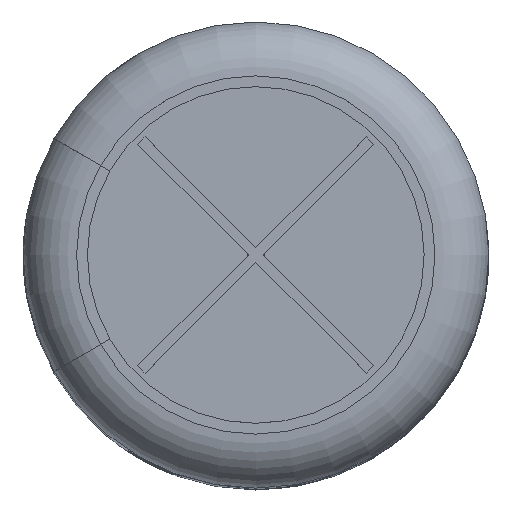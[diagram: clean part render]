
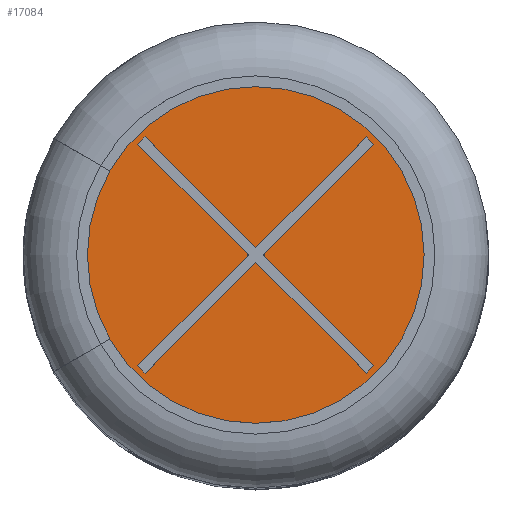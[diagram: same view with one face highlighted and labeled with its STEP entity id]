
A CAD part, top view. The second image highlights one B-rep face of the part: STEP entity #17084.
In plain terms, the highlighted planar face has unit normal (0, 0, 1).
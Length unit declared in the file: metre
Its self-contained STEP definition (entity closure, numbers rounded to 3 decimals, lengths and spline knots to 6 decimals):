
#547=PLANE('',#17913);
#934=CIRCLE('',#17914,0.003843);
#1814=LINE('',#38032,#2748);
#1815=LINE('',#38035,#2749);
#1816=LINE('',#38037,#2750);
#1817=LINE('',#38039,#2751);
#1818=LINE('',#38041,#2752);
#1819=LINE('',#38043,#2753);
#1820=LINE('',#38045,#2754);
#1821=LINE('',#38047,#2755);
#1822=LINE('',#38049,#2756);
#1823=LINE('',#38051,#2757);
#1824=LINE('',#38053,#2758);
#1825=LINE('',#38055,#2759);
#2748=VECTOR('',#20363,1.);
#2749=VECTOR('',#20364,1.);
#2750=VECTOR('',#20365,1.);
#2751=VECTOR('',#20366,1.);
#2752=VECTOR('',#20367,1.);
#2753=VECTOR('',#20368,1.);
#2754=VECTOR('',#20369,1.);
#2755=VECTOR('',#20370,1.);
#2756=VECTOR('',#20371,1.);
#2757=VECTOR('',#20372,1.);
#2758=VECTOR('',#20373,1.);
#2759=VECTOR('',#20374,1.);
#6021=ORIENTED_EDGE('',*,*,#7895,.F.);
#6022=ORIENTED_EDGE('',*,*,#7896,.T.);
#6023=ORIENTED_EDGE('',*,*,#7897,.T.);
#6024=ORIENTED_EDGE('',*,*,#7898,.T.);
#6025=ORIENTED_EDGE('',*,*,#7899,.T.);
#6026=ORIENTED_EDGE('',*,*,#7900,.T.);
#6027=ORIENTED_EDGE('',*,*,#7901,.T.);
#6028=ORIENTED_EDGE('',*,*,#7902,.T.);
#6029=ORIENTED_EDGE('',*,*,#7903,.T.);
#6030=ORIENTED_EDGE('',*,*,#7904,.T.);
#6031=ORIENTED_EDGE('',*,*,#7905,.T.);
#6032=ORIENTED_EDGE('',*,*,#7906,.T.);
#6033=ORIENTED_EDGE('',*,*,#7907,.T.);
#7895=EDGE_CURVE('',#9111,#9111,#934,.T.);
#7896=EDGE_CURVE('',#9112,#9113,#1814,.T.);
#7897=EDGE_CURVE('',#9113,#9114,#1815,.T.);
#7898=EDGE_CURVE('',#9114,#9115,#1816,.T.);
#7899=EDGE_CURVE('',#9115,#9116,#1817,.T.);
#7900=EDGE_CURVE('',#9116,#9117,#1818,.T.);
#7901=EDGE_CURVE('',#9117,#9118,#1819,.T.);
#7902=EDGE_CURVE('',#9118,#9119,#1820,.T.);
#7903=EDGE_CURVE('',#9119,#9120,#1821,.T.);
#7904=EDGE_CURVE('',#9120,#9121,#1822,.T.);
#7905=EDGE_CURVE('',#9121,#9122,#1823,.T.);
#7906=EDGE_CURVE('',#9122,#9123,#1824,.T.);
#7907=EDGE_CURVE('',#9123,#9112,#1825,.T.);
#9111=VERTEX_POINT('',#38031);
#9112=VERTEX_POINT('',#38033);
#9113=VERTEX_POINT('',#38034);
#9114=VERTEX_POINT('',#38036);
#9115=VERTEX_POINT('',#38038);
#9116=VERTEX_POINT('',#38040);
#9117=VERTEX_POINT('',#38042);
#9118=VERTEX_POINT('',#38044);
#9119=VERTEX_POINT('',#38046);
#9120=VERTEX_POINT('',#38048);
#9121=VERTEX_POINT('',#38050);
#9122=VERTEX_POINT('',#38052);
#9123=VERTEX_POINT('',#38054);
#10412=EDGE_LOOP('',(#6021));
#10413=EDGE_LOOP('',(#6022,#6023,#6024,#6025,#6026,#6027,#6028,#6029,#6030,
#6031,#6032,#6033));
#11269=FACE_BOUND('',#10412,.T.);
#11270=FACE_BOUND('',#10413,.T.);
#17084=ADVANCED_FACE('',(#11269,#11270),#547,.T.);
#17913=AXIS2_PLACEMENT_3D('',#38029,#20359,#20360);
#17914=AXIS2_PLACEMENT_3D('',#38030,#20361,#20362);
#20359=DIRECTION('',(0.,0.,1.));
#20360=DIRECTION('',(1.,0.,0.));
#20361=DIRECTION('',(0.,0.,-1.));
#20362=DIRECTION('',(-1.,0.,0.));
#20363=DIRECTION('',(0.707,0.707,0.));
#20364=DIRECTION('',(0.707,-0.707,0.));
#20365=DIRECTION('',(0.707,0.707,0.));
#20366=DIRECTION('',(0.707,-0.707,0.));
#20367=DIRECTION('',(-0.707,-0.707,0.));
#20368=DIRECTION('',(0.707,-0.707,0.));
#20369=DIRECTION('',(-0.707,-0.707,0.));
#20370=DIRECTION('',(-0.707,0.707,0.));
#20371=DIRECTION('',(-0.707,-0.707,0.));
#20372=DIRECTION('',(-0.707,0.707,0.));
#20373=DIRECTION('',(0.707,0.707,0.));
#20374=DIRECTION('',(-0.707,0.707,0.));
#38029=CARTESIAN_POINT('',(-0.003843,0.,0.02478));
#38030=CARTESIAN_POINT('',(0.,0.,0.02478));
#38031=CARTESIAN_POINT('',(-0.003843,0.,0.02478));
#38032=CARTESIAN_POINT('',(-0.002375,0.002533,0.02478));
#38033=CARTESIAN_POINT('',(-0.002533,0.002375,0.02478));
#38034=CARTESIAN_POINT('',(-0.002375,0.002533,0.02478));
#38035=CARTESIAN_POINT('',(0.,0.000157,0.02478));
#38036=CARTESIAN_POINT('',(0.,0.000157,0.02478));
#38037=CARTESIAN_POINT('',(0.,0.000157,0.02478));
#38038=CARTESIAN_POINT('',(0.002375,0.002533,0.02478));
#38039=CARTESIAN_POINT('',(0.002533,0.002375,0.02478));
#38040=CARTESIAN_POINT('',(0.002533,0.002375,0.02478));
#38041=CARTESIAN_POINT('',(0.000157,0.,0.02478));
#38042=CARTESIAN_POINT('',(0.000157,0.,0.02478));
#38043=CARTESIAN_POINT('',(0.000157,0.,0.02478));
#38044=CARTESIAN_POINT('',(0.002533,-0.002375,0.02478));
#38045=CARTESIAN_POINT('',(0.002533,-0.002375,0.02478));
#38046=CARTESIAN_POINT('',(0.002375,-0.002533,0.02478));
#38047=CARTESIAN_POINT('',(0.,-0.000157,
0.02478));
#38048=CARTESIAN_POINT('',(0.,-0.000157,
0.02478));
#38049=CARTESIAN_POINT('',(0.,-0.000157,
0.02478));
#38050=CARTESIAN_POINT('',(-0.002375,-0.002533,0.02478));
#38051=CARTESIAN_POINT('',(-0.002375,-0.002533,0.02478));
#38052=CARTESIAN_POINT('',(-0.002533,-0.002375,0.02478));
#38053=CARTESIAN_POINT('',(-0.000157,0.,0.02478));
#38054=CARTESIAN_POINT('',(-0.000157,0.,0.02478));
#38055=CARTESIAN_POINT('',(-0.000157,0.,0.02478));
